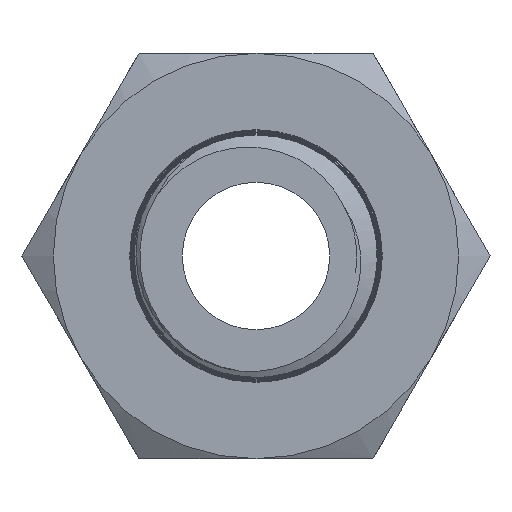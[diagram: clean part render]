
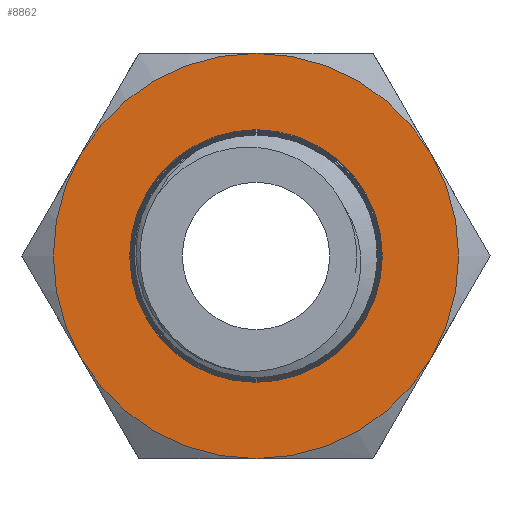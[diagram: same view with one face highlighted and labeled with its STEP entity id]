
A CAD part, front view. The second image highlights one B-rep face of the part: STEP entity #8862.
In plain terms, the highlighted planar face has unit normal (0, -1, 0).
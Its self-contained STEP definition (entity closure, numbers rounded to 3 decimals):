
#513 = EDGE_CURVE ( 'NONE', #28175, #20291, #32381, .T. ) ;
#1477 = VERTEX_POINT ( 'NONE', #1886 ) ;
#1886 = CARTESIAN_POINT ( 'NONE',  ( -9.526, 0., -5.5 ) ) ;
#3353 = CARTESIAN_POINT ( 'NONE',  ( 0., 0., -11. ) ) ;
#3446 = EDGE_CURVE ( 'NONE', #17591, #28175, #18055, .T. ) ;
#3513 = DIRECTION ( 'NONE',  ( 0., 0., 1. ) ) ;
#4285 = DIRECTION ( 'NONE',  ( 0., 0., 1. ) ) ;
#4787 = DIRECTION ( 'NONE',  ( 0., 1., 0. ) ) ;
#6359 = DIRECTION ( 'NONE',  ( 0., -1., 0. ) ) ;
#6441 = CIRCLE ( 'NONE', #13033, 11. ) ;
#7253 = VERTEX_POINT ( 'NONE', #41571 ) ;
#8514 = AXIS2_PLACEMENT_3D ( 'NONE', #55375, #29471, #3513 ) ;
#8764 = VERTEX_POINT ( 'NONE', #36596 ) ;
#8862 = ADVANCED_FACE ( 'NONE', ( #13881, #45735 ), #32794, .F. ) ;
#9882 = VERTEX_POINT ( 'NONE', #27447 ) ;
#11152 = DIRECTION ( 'NONE',  ( 0., 1., 0. ) ) ;
#11567 = CIRCLE ( 'NONE', #32117, 6.855 ) ;
#12004 = CIRCLE ( 'NONE', #46854, 11. ) ;
#12108 = EDGE_CURVE ( 'NONE', #8764, #9882, #6441, .T. ) ;
#12124 = EDGE_LOOP ( 'NONE', ( #36082, #13583, #54765, #15420, #23363, #54821 ) ) ;
#12833 = DIRECTION ( 'NONE',  ( 0., 1., 0. ) ) ;
#13033 = AXIS2_PLACEMENT_3D ( 'NONE', #47828, #21860, #52166 ) ;
#13296 = DIRECTION ( 'NONE',  ( 0., 1., 0. ) ) ;
#13583 = ORIENTED_EDGE ( 'NONE', *, *, #3446, .F. ) ;
#13881 = FACE_BOUND ( 'NONE', #53568, .T. ) ;
#14852 = VERTEX_POINT ( 'NONE', #19490 ) ;
#15420 = ORIENTED_EDGE ( 'NONE', *, *, #12108, .F. ) ;
#16216 = EDGE_CURVE ( 'NONE', #9882, #17591, #53077, .T. ) ;
#16717 = CARTESIAN_POINT ( 'NONE',  ( 9.526, 0., 5.5 ) ) ;
#17591 = VERTEX_POINT ( 'NONE', #16717 ) ;
#18055 = CIRCLE ( 'NONE', #8514, 11. ) ;
#19490 = CARTESIAN_POINT ( 'NONE',  ( 0., 0., 6.855 ) ) ;
#20291 = VERTEX_POINT ( 'NONE', #3353 ) ;
#20467 = AXIS2_PLACEMENT_3D ( 'NONE', #39284, #13296, #43628 ) ;
#20543 = AXIS2_PLACEMENT_3D ( 'NONE', #41131, #11152, #41511 ) ;
#21860 = DIRECTION ( 'NONE',  ( 0., 1., 0. ) ) ;
#21889 = CARTESIAN_POINT ( 'NONE',  ( 0., 0., 0. ) ) ;
#22640 = EDGE_CURVE ( 'NONE', #20291, #1477, #50907, .T. ) ;
#23363 = ORIENTED_EDGE ( 'NONE', *, *, #54253, .F. ) ;
#24455 = EDGE_CURVE ( 'NONE', #7253, #14852, #11567, .T. ) ;
#24969 = CARTESIAN_POINT ( 'NONE',  ( 0., 0., 0. ) ) ;
#26267 = DIRECTION ( 'NONE',  ( 0., 0., 1. ) ) ;
#26446 = CIRCLE ( 'NONE', #49688, 6.855 ) ;
#27090 = AXIS2_PLACEMENT_3D ( 'NONE', #30764, #4787, #35116 ) ;
#27447 = CARTESIAN_POINT ( 'NONE',  ( 0., 0., 11. ) ) ;
#28175 = VERTEX_POINT ( 'NONE', #45789 ) ;
#29471 = DIRECTION ( 'NONE',  ( 0., 1., 0. ) ) ;
#29581 = ORIENTED_EDGE ( 'NONE', *, *, #24455, .F. ) ;
#30255 = DIRECTION ( 'NONE',  ( 0., 1., 0. ) ) ;
#30764 = CARTESIAN_POINT ( 'NONE',  ( 0., 0., 0. ) ) ;
#32117 = AXIS2_PLACEMENT_3D ( 'NONE', #21889, #52193, #26267 ) ;
#32381 = CIRCLE ( 'NONE', #20467, 11. ) ;
#32794 = PLANE ( 'NONE',  #20543 ) ;
#35116 = DIRECTION ( 'NONE',  ( 0., 0., 1. ) ) ;
#36082 = ORIENTED_EDGE ( 'NONE', *, *, #513, .F. ) ;
#36596 = CARTESIAN_POINT ( 'NONE',  ( -9.526, 0., 5.5 ) ) ;
#36706 = DIRECTION ( 'NONE',  ( 0., 0., 1. ) ) ;
#38040 = EDGE_CURVE ( 'NONE', #14852, #7253, #26446, .T. ) ;
#38825 = CARTESIAN_POINT ( 'NONE',  ( 0., 0., 0. ) ) ;
#39284 = CARTESIAN_POINT ( 'NONE',  ( 0., 0., 0. ) ) ;
#41131 = CARTESIAN_POINT ( 'NONE',  ( 0., 0., 0. ) ) ;
#41511 = DIRECTION ( 'NONE',  ( 0., 0., 1. ) ) ;
#41571 = CARTESIAN_POINT ( 'NONE',  ( 0., 0., -6.855 ) ) ;
#43142 = DIRECTION ( 'NONE',  ( 0., 0., 1. ) ) ;
#43628 = DIRECTION ( 'NONE',  ( 0., 0., 1. ) ) ;
#45735 = FACE_OUTER_BOUND ( 'NONE', #12124, .T. ) ;
#45789 = CARTESIAN_POINT ( 'NONE',  ( 9.526, 0., -5.5 ) ) ;
#46854 = AXIS2_PLACEMENT_3D ( 'NONE', #38825, #12833, #43142 ) ;
#47546 = AXIS2_PLACEMENT_3D ( 'NONE', #56161, #30255, #4285 ) ;
#47828 = CARTESIAN_POINT ( 'NONE',  ( 0., 0., 0. ) ) ;
#49688 = AXIS2_PLACEMENT_3D ( 'NONE', #24969, #6359, #36706 ) ;
#50907 = CIRCLE ( 'NONE', #27090, 11. ) ;
#51465 = ORIENTED_EDGE ( 'NONE', *, *, #38040, .F. ) ;
#52166 = DIRECTION ( 'NONE',  ( 0., 0., 1. ) ) ;
#52193 = DIRECTION ( 'NONE',  ( 0., -1., 0. ) ) ;
#53077 = CIRCLE ( 'NONE', #47546, 11. ) ;
#53568 = EDGE_LOOP ( 'NONE', ( #51465, #29581 ) ) ;
#54253 = EDGE_CURVE ( 'NONE', #1477, #8764, #12004, .T. ) ;
#54765 = ORIENTED_EDGE ( 'NONE', *, *, #16216, .F. ) ;
#54821 = ORIENTED_EDGE ( 'NONE', *, *, #22640, .F. ) ;
#55375 = CARTESIAN_POINT ( 'NONE',  ( 0., 0., 0. ) ) ;
#56161 = CARTESIAN_POINT ( 'NONE',  ( 0., 0., 0. ) ) ;
